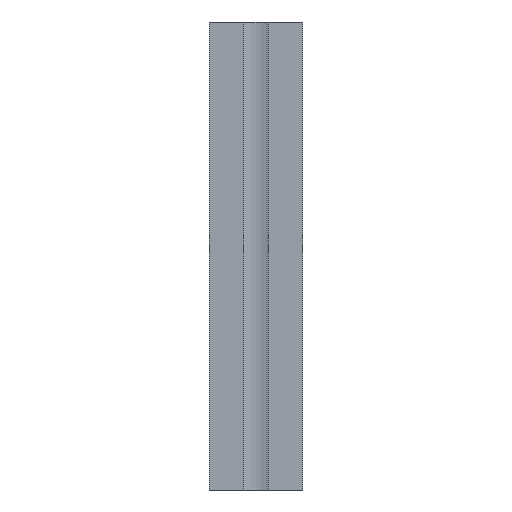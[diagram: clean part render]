
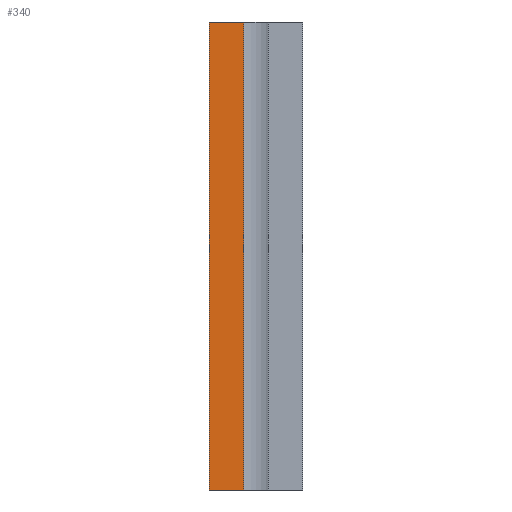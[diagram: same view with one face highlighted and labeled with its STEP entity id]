
A CAD part, left-side view. The second image highlights one B-rep face of the part: STEP entity #340.
In plain terms, the highlighted planar face has unit normal (-1, 0, 0).
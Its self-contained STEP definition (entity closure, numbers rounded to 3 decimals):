
#284=CARTESIAN_POINT('',(-3.35,11.26,100.0));
#285=VERTEX_POINT('',#284);
#292=CARTESIAN_POINT('',(-3.35,11.26,0.0));
#293=VERTEX_POINT('',#292);
#294=CARTESIAN_POINT('',(-3.35,11.26,0.0));
#295=DIRECTION('',(0.0,0.0,1.0));
#296=VECTOR('',#295,100.0);
#297=LINE('',#294,#296);
#298=EDGE_CURVE('',#293,#285,#297,.T.);
#310=CARTESIAN_POINT('',(-3.35,11.26,0.0));
#311=DIRECTION('',(-1.0,0.0,0.0));
#312=DIRECTION('',(0.0,0.0,1.0));
#313=AXIS2_PLACEMENT_3D('',#310,#311,#312);
#314=PLANE('',#313);
#315=CARTESIAN_POINT('',(-3.35,18.61,100.0));
#316=VERTEX_POINT('',#315);
#317=CARTESIAN_POINT('',(-3.35,11.26,100.0));
#318=DIRECTION('',(0.0,1.0,0.0));
#319=VECTOR('',#318,7.35);
#320=LINE('',#317,#319);
#321=EDGE_CURVE('',#285,#316,#320,.T.);
#322=ORIENTED_EDGE('',*,*,#321,.T.);
#323=CARTESIAN_POINT('',(-3.35,18.61,0.0));
#324=VERTEX_POINT('',#323);
#325=CARTESIAN_POINT('',(-3.35,18.61,0.0));
#326=DIRECTION('',(0.0,0.0,1.0));
#327=VECTOR('',#326,100.0);
#328=LINE('',#325,#327);
#329=EDGE_CURVE('',#324,#316,#328,.T.);
#330=ORIENTED_EDGE('',*,*,#329,.F.);
#331=CARTESIAN_POINT('',(-3.35,11.26,0.0));
#332=DIRECTION('',(0.0,1.0,0.0));
#333=VECTOR('',#332,7.35);
#334=LINE('',#331,#333);
#335=EDGE_CURVE('',#293,#324,#334,.T.);
#336=ORIENTED_EDGE('',*,*,#335,.F.);
#337=ORIENTED_EDGE('',*,*,#298,.T.);
#338=EDGE_LOOP('',(#322,#330,#336,#337));
#339=FACE_OUTER_BOUND('',#338,.T.);
#340=ADVANCED_FACE('',(#339),#314,.T.);
